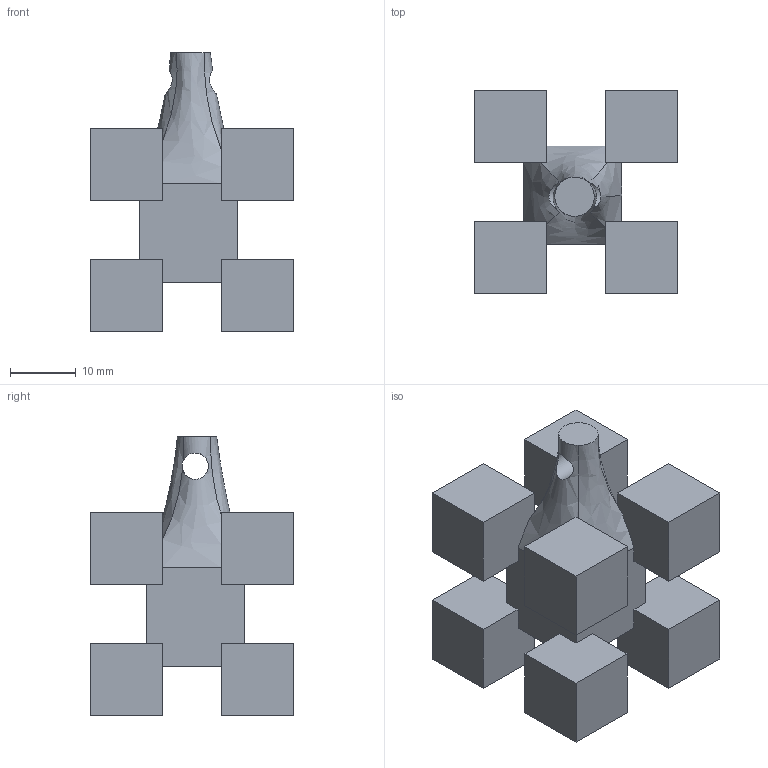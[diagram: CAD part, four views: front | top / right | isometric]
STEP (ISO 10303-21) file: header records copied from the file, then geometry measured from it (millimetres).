
FILE_DESCRIPTION(('FreeCAD Model'),'2;1');
FILE_NAME('cuvo cuadrado.step','2015-02-18T02:09:22',('FreeCAD'),( 'FreeCAD'),'Open CASCADE STEP processor 6.6','FreeCAD','Unknown');
FILE_SCHEMA(('AUTOMOTIVE_DESIGN_CC2 { 1 2 10303 214 -1 1 5 4 }'));
Length unit declared in the file: millimetre
Products named in the file (1): Fusion001
Bounding box: 31 x 31 x 42.5 mm (x, y, z)
Volume: 15359.6 mm3; surface area: 7141.2 mm2
Topology: 1 solids, 1 shells, 61 faces, 183 edges, 122 vertices
Faces by surface type: plane 54, bspline 6, cylinder 1
Full cylindrical faces by diameter (mm): 4 x1
Entity records: 9678 total; most frequent: CARTESIAN_POINT 6344, DIRECTION 493, LINE 381, VECTOR 381, ORIENTED_EDGE 366, PCURVE 366, DEFINITIONAL_REPRESENTATION 366, EDGE_CURVE 183
